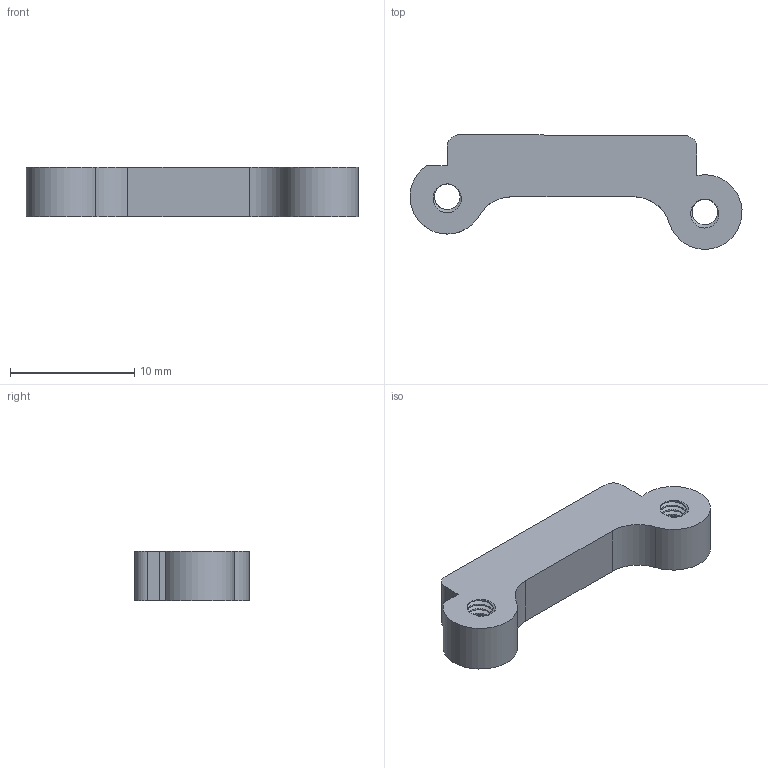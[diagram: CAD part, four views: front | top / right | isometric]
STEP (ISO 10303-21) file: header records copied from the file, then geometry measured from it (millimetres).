
FILE_DESCRIPTION(/* description */ (''),/* implementation_level */ '2;1');
FILE_NAME(/* name */ 'strainReliefB.step',/* time_stamp */ '2025-07-02T19:06:49-07:00',/* author */ (''),/* organization */ (''),/* preprocessor_version */ 'ST-DEVELOPER v20.1',/* originating_system */ 'Autodesk Translation Framework v14.10.0.0',/* authorisation */ '');
FILE_SCHEMA (('AUTOMOTIVE_DESIGN { 1 0 10303 214 3 1 1 }'));
Length unit declared in the file: millimetre
Products named in the file (1): 2025-07-02-19-06-49-324
Bounding box: 26.74 x 9.22 x 4 mm (x, y, z)
Volume: 560.1 mm3; surface area: 647.8 mm2
Topology: 1 solids, 1 shells, 60 faces, 174 edges, 116 vertices
Faces by surface type: cylinder 47, plane 9, bspline 4
Full cylindrical faces by diameter (mm): 2.075 x10, 2.58 x4
Entity records: 4517 total; most frequent: CARTESIAN_POINT 3055, ORIENTED_EDGE 348, DIRECTION 222, EDGE_CURVE 174, VERTEX_POINT 116, B_SPLINE_CURVE_WITH_KNOTS 88, AXIS2_PLACEMENT_3D 79, EDGE_LOOP 64
